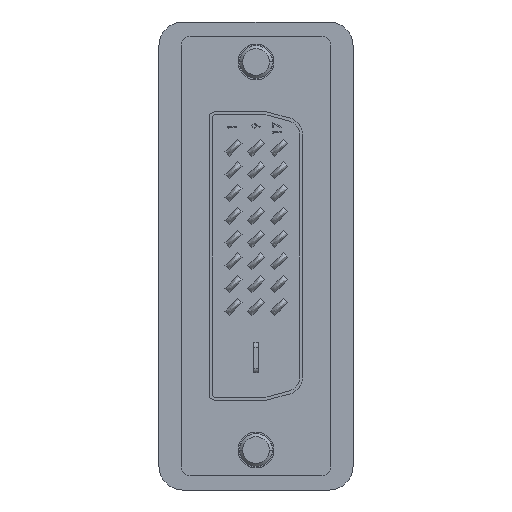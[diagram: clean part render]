
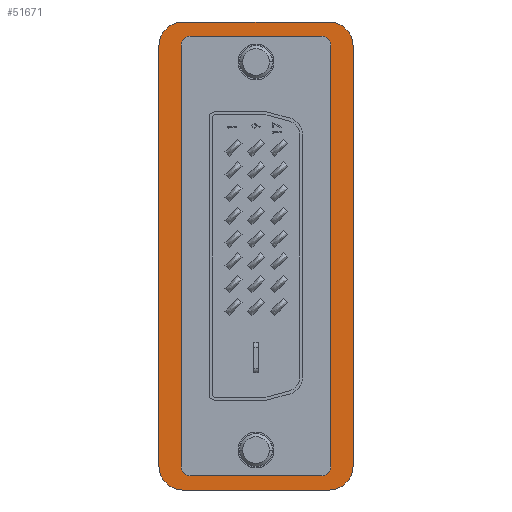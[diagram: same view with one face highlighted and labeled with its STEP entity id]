
A CAD part, left-side view. The second image highlights one B-rep face of the part: STEP entity #51671.
In plain terms, the highlighted face is planar.
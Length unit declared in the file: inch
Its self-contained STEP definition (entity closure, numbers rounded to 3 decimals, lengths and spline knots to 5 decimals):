
#259 = CARTESIAN_POINT ( 'NONE',  ( -0.77165, 0.32, 0.14961 ) ) ;
#481 = CARTESIAN_POINT ( 'NONE',  ( 0.695, -0.247, 0.14961 ) ) ;
#596 = VERTEX_POINT ( 'NONE', #49602 ) ;
#743 = CARTESIAN_POINT ( 'NONE',  ( -0.695, -0.217, 0.14961 ) ) ;
#2634 = EDGE_LOOP ( 'NONE', ( #31329, #70397, #23649, #18607, #62716, #66617, #51442, #25829 ) ) ;
#2918 = DIRECTION ( 'NONE',  ( 0., -1., 0. ) ) ;
#3812 = CARTESIAN_POINT ( 'NONE',  ( -0.695, 0.247, 0.14961 ) ) ;
#4682 = CARTESIAN_POINT ( 'NONE',  ( 0.725, -0.217, 0.14961 ) ) ;
#4834 = CIRCLE ( 'NONE', #12018, 0.03 ) ;
#5487 = DIRECTION ( 'NONE',  ( 0., -1., 0. ) ) ;
#6226 = DIRECTION ( 'NONE',  ( -1., 0., 0. ) ) ;
#6394 = VERTEX_POINT ( 'NONE', #35551 ) ;
#6455 = VERTEX_POINT ( 'NONE', #56339 ) ;
#6546 = DIRECTION ( 'NONE',  ( 1., 0., 0. ) ) ;
#6932 = EDGE_CURVE ( 'NONE', #43131, #596, #54475, .T. ) ;
#8543 = VECTOR ( 'NONE', #77239, 39.37008 ) ;
#9766 = VERTEX_POINT ( 'NONE', #10055 ) ;
#10038 = CIRCLE ( 'NONE', #26039, 0.07874 ) ;
#10055 = CARTESIAN_POINT ( 'NONE',  ( -0.69291, 0.32, 0.14961 ) ) ;
#10356 = EDGE_CURVE ( 'NONE', #30707, #55608, #45682, .T. ) ;
#11276 = CARTESIAN_POINT ( 'NONE',  ( -0.77165, -0.24126, 0.14961 ) ) ;
#11425 = VECTOR ( 'NONE', #67550, 39.37008 ) ;
#12018 = AXIS2_PLACEMENT_3D ( 'NONE', #57971, #38883, #6546 ) ;
#13530 = EDGE_CURVE ( 'NONE', #28617, #30707, #32282, .T. ) ;
#15195 = EDGE_CURVE ( 'NONE', #58735, #38497, #32879, .T. ) ;
#15413 = CARTESIAN_POINT ( 'NONE',  ( 0.695, 0.247, 0.14961 ) ) ;
#15793 = CARTESIAN_POINT ( 'NONE',  ( 0.69291, 0.24126, 0.14961 ) ) ;
#16437 = AXIS2_PLACEMENT_3D ( 'NONE', #77883, #71421, #20022 ) ;
#16557 = VERTEX_POINT ( 'NONE', #11276 ) ;
#16799 = ORIENTED_EDGE ( 'NONE', *, *, #60101, .F. ) ;
#18431 = VECTOR ( 'NONE', #49313, 39.37008 ) ;
#18607 = ORIENTED_EDGE ( 'NONE', *, *, #15195, .T. ) ;
#19937 = VECTOR ( 'NONE', #5487, 39.37008 ) ;
#20022 = DIRECTION ( 'NONE',  ( 1., 0., 0. ) ) ;
#20103 = DIRECTION ( 'NONE',  ( -1., 0., 0. ) ) ;
#20569 = CARTESIAN_POINT ( 'NONE',  ( -0.725, -0.217, 0.14961 ) ) ;
#21199 = DIRECTION ( 'NONE',  ( 0., 0., 1. ) ) ;
#23067 = ORIENTED_EDGE ( 'NONE', *, *, #10356, .F. ) ;
#23226 = VERTEX_POINT ( 'NONE', #4682 ) ;
#23560 = EDGE_CURVE ( 'NONE', #36895, #58735, #35584, .T. ) ;
#23649 = ORIENTED_EDGE ( 'NONE', *, *, #23560, .T. ) ;
#24025 = FACE_OUTER_BOUND ( 'NONE', #2634, .T. ) ;
#24860 = CARTESIAN_POINT ( 'NONE',  ( 0.77165, 0.32, 0.14961 ) ) ;
#25829 = ORIENTED_EDGE ( 'NONE', *, *, #28938, .T. ) ;
#25890 = EDGE_CURVE ( 'NONE', #61063, #23226, #4834, .T. ) ;
#26039 = AXIS2_PLACEMENT_3D ( 'NONE', #38310, #50142, #6226 ) ;
#26106 = DIRECTION ( 'NONE',  ( -1., 0., 0. ) ) ;
#26605 = VECTOR ( 'NONE', #26106, 39.37008 ) ;
#28534 = AXIS2_PLACEMENT_3D ( 'NONE', #15793, #79848, #47370 ) ;
#28552 = EDGE_CURVE ( 'NONE', #596, #36895, #58463, .T. ) ;
#28617 = VERTEX_POINT ( 'NONE', #66703 ) ;
#28938 = EDGE_CURVE ( 'NONE', #16557, #43131, #10038, .T. ) ;
#29048 = CARTESIAN_POINT ( 'NONE',  ( 0.77165, -0.32, 0.14961 ) ) ;
#29348 = LINE ( 'NONE', #59364, #44464 ) ;
#29693 = LINE ( 'NONE', #259, #26605 ) ;
#30070 = FACE_BOUND ( 'NONE', #62360, .T. ) ;
#30707 = VERTEX_POINT ( 'NONE', #15413 ) ;
#31329 = ORIENTED_EDGE ( 'NONE', *, *, #6932, .T. ) ;
#31694 = LINE ( 'NONE', #38245, #8543 ) ;
#31923 = AXIS2_PLACEMENT_3D ( 'NONE', #53308, #21199, #33321 ) ;
#32282 = CIRCLE ( 'NONE', #16437, 0.03 ) ;
#32879 = CIRCLE ( 'NONE', #28534, 0.07874 ) ;
#33321 = DIRECTION ( 'NONE',  ( -1., 0., 0. ) ) ;
#33872 = ORIENTED_EDGE ( 'NONE', *, *, #54369, .F. ) ;
#33929 = VERTEX_POINT ( 'NONE', #78742 ) ;
#33970 = CIRCLE ( 'NONE', #62377, 0.03 ) ;
#34110 = ORIENTED_EDGE ( 'NONE', *, *, #13530, .F. ) ;
#34473 = AXIS2_PLACEMENT_3D ( 'NONE', #24860, #50464, #65318 ) ;
#35041 = CARTESIAN_POINT ( 'NONE',  ( -0.695, 0.247, 0.14961 ) ) ;
#35551 = CARTESIAN_POINT ( 'NONE',  ( -0.77165, 0.24126, 0.14961 ) ) ;
#35584 = LINE ( 'NONE', #29048, #18431 ) ;
#36635 = EDGE_CURVE ( 'NONE', #23226, #28617, #31694, .T. ) ;
#36895 = VERTEX_POINT ( 'NONE', #40981 ) ;
#38025 = VERTEX_POINT ( 'NONE', #46143 ) ;
#38245 = CARTESIAN_POINT ( 'NONE',  ( 0.725, -0.217, 0.14961 ) ) ;
#38310 = CARTESIAN_POINT ( 'NONE',  ( -0.69291, -0.24126, 0.14961 ) ) ;
#38497 = VERTEX_POINT ( 'NONE', #57516 ) ;
#38883 = DIRECTION ( 'NONE',  ( 0., 0., 1. ) ) ;
#40981 = CARTESIAN_POINT ( 'NONE',  ( 0.77165, -0.24126, 0.14961 ) ) ;
#41103 = CARTESIAN_POINT ( 'NONE',  ( 0.77165, 0.24126, 0.14961 ) ) ;
#42478 = LINE ( 'NONE', #20569, #80657 ) ;
#43131 = VERTEX_POINT ( 'NONE', #45503 ) ;
#44464 = VECTOR ( 'NONE', #52952, 39.37008 ) ;
#45124 = CARTESIAN_POINT ( 'NONE',  ( -0.69291, 0.24126, 0.14961 ) ) ;
#45503 = CARTESIAN_POINT ( 'NONE',  ( -0.69291, -0.32, 0.14961 ) ) ;
#45682 = LINE ( 'NONE', #3812, #11425 ) ;
#46143 = CARTESIAN_POINT ( 'NONE',  ( -0.725, -0.217, 0.14961 ) ) ;
#46257 = CIRCLE ( 'NONE', #51382, 0.07874 ) ;
#46502 = EDGE_CURVE ( 'NONE', #38497, #9766, #29693, .T. ) ;
#47370 = DIRECTION ( 'NONE',  ( -1., 0., 0. ) ) ;
#49232 = CARTESIAN_POINT ( 'NONE',  ( -0.77165, -0.32, 0.14961 ) ) ;
#49313 = DIRECTION ( 'NONE',  ( 0., 1., 0. ) ) ;
#49566 = EDGE_CURVE ( 'NONE', #6394, #16557, #54194, .T. ) ;
#49602 = CARTESIAN_POINT ( 'NONE',  ( 0.69291, -0.32, 0.14961 ) ) ;
#50142 = DIRECTION ( 'NONE',  ( 0., 0., 1. ) ) ;
#50464 = DIRECTION ( 'NONE',  ( 0., 0., -1. ) ) ;
#51382 = AXIS2_PLACEMENT_3D ( 'NONE', #45124, #51578, #70016 ) ;
#51442 = ORIENTED_EDGE ( 'NONE', *, *, #49566, .T. ) ;
#51578 = DIRECTION ( 'NONE',  ( 0., 0., 1. ) ) ;
#51671 = ADVANCED_FACE ( 'NONE', ( #30070, #24025 ), #65045, .F. ) ;
#52216 = DIRECTION ( 'NONE',  ( 0., 0., 1. ) ) ;
#52712 = ORIENTED_EDGE ( 'NONE', *, *, #66184, .F. ) ;
#52952 = DIRECTION ( 'NONE',  ( 1., 0., 0. ) ) ;
#53308 = CARTESIAN_POINT ( 'NONE',  ( 0.69291, -0.24126, 0.14961 ) ) ;
#54194 = LINE ( 'NONE', #70060, #19937 ) ;
#54369 = EDGE_CURVE ( 'NONE', #6455, #61063, #29348, .T. ) ;
#54475 = LINE ( 'NONE', #49232, #57495 ) ;
#55608 = VERTEX_POINT ( 'NONE', #35041 ) ;
#56339 = CARTESIAN_POINT ( 'NONE',  ( -0.695, -0.247, 0.14961 ) ) ;
#57495 = VECTOR ( 'NONE', #67975, 39.37008 ) ;
#57516 = CARTESIAN_POINT ( 'NONE',  ( 0.69291, 0.32, 0.14961 ) ) ;
#57971 = CARTESIAN_POINT ( 'NONE',  ( 0.695, -0.217, 0.14961 ) ) ;
#58463 = CIRCLE ( 'NONE', #31923, 0.07874 ) ;
#58735 = VERTEX_POINT ( 'NONE', #41103 ) ;
#59364 = CARTESIAN_POINT ( 'NONE',  ( -0.695, -0.247, 0.14961 ) ) ;
#60101 = EDGE_CURVE ( 'NONE', #33929, #38025, #42478, .T. ) ;
#61063 = VERTEX_POINT ( 'NONE', #481 ) ;
#61583 = EDGE_CURVE ( 'NONE', #9766, #6394, #46257, .T. ) ;
#62360 = EDGE_LOOP ( 'NONE', ( #82687, #74995, #33872, #52712, #16799, #63262, #23067, #34110 ) ) ;
#62377 = AXIS2_PLACEMENT_3D ( 'NONE', #79599, #66125, #72006 ) ;
#62716 = ORIENTED_EDGE ( 'NONE', *, *, #46502, .T. ) ;
#63262 = ORIENTED_EDGE ( 'NONE', *, *, #81599, .F. ) ;
#65045 = PLANE ( 'NONE',  #34473 ) ;
#65132 = AXIS2_PLACEMENT_3D ( 'NONE', #743, #52216, #20103 ) ;
#65318 = DIRECTION ( 'NONE',  ( -1., 0., 0. ) ) ;
#66125 = DIRECTION ( 'NONE',  ( 0., 0., 1. ) ) ;
#66184 = EDGE_CURVE ( 'NONE', #38025, #6455, #76239, .T. ) ;
#66617 = ORIENTED_EDGE ( 'NONE', *, *, #61583, .T. ) ;
#66703 = CARTESIAN_POINT ( 'NONE',  ( 0.725, 0.217, 0.14961 ) ) ;
#67550 = DIRECTION ( 'NONE',  ( -1., 0., 0. ) ) ;
#67975 = DIRECTION ( 'NONE',  ( 1., 0., 0. ) ) ;
#70016 = DIRECTION ( 'NONE',  ( -1., 0., 0. ) ) ;
#70060 = CARTESIAN_POINT ( 'NONE',  ( -0.77165, -0.32, 0.14961 ) ) ;
#70397 = ORIENTED_EDGE ( 'NONE', *, *, #28552, .T. ) ;
#71421 = DIRECTION ( 'NONE',  ( 0., 0., 1. ) ) ;
#72006 = DIRECTION ( 'NONE',  ( -1., 0., 0. ) ) ;
#74995 = ORIENTED_EDGE ( 'NONE', *, *, #25890, .F. ) ;
#76239 = CIRCLE ( 'NONE', #65132, 0.03 ) ;
#77239 = DIRECTION ( 'NONE',  ( 0., 1., 0. ) ) ;
#77883 = CARTESIAN_POINT ( 'NONE',  ( 0.695, 0.217, 0.14961 ) ) ;
#78742 = CARTESIAN_POINT ( 'NONE',  ( -0.725, 0.217, 0.14961 ) ) ;
#79599 = CARTESIAN_POINT ( 'NONE',  ( -0.695, 0.217, 0.14961 ) ) ;
#79848 = DIRECTION ( 'NONE',  ( 0., 0., 1. ) ) ;
#80657 = VECTOR ( 'NONE', #2918, 39.37008 ) ;
#81599 = EDGE_CURVE ( 'NONE', #55608, #33929, #33970, .T. ) ;
#82687 = ORIENTED_EDGE ( 'NONE', *, *, #36635, .F. ) ;
